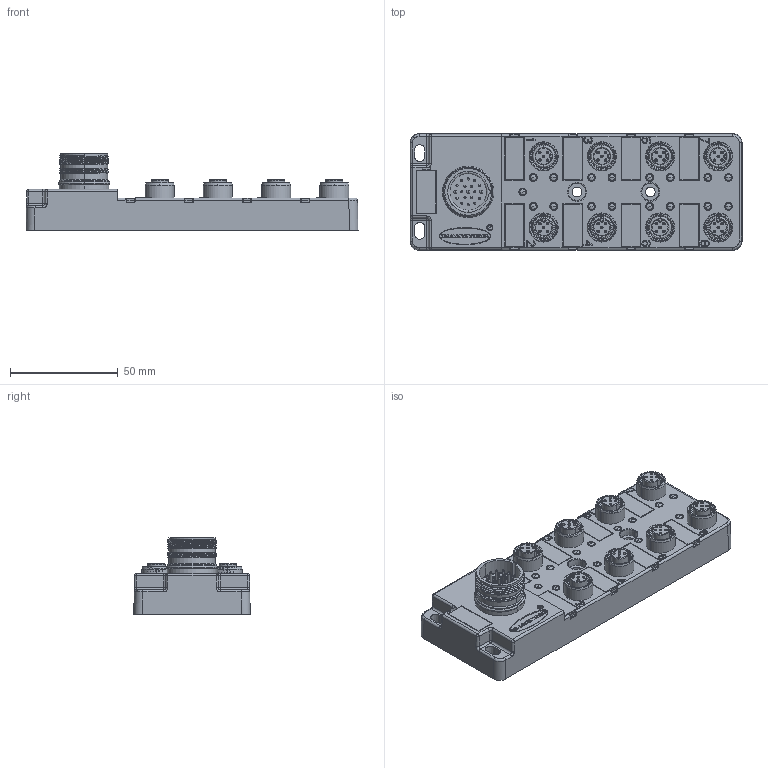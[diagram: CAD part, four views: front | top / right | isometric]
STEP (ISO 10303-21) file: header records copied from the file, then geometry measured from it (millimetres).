
FILE_DESCRIPTION((''),'2;1');
FILE_NAME('242900_SM01_ASM','2024-07-08T09:23:41',('banengservice'),('BANNER ENGINEERING'),'CREO PARAMETRIC BY PTC INC, 2022414','CREO PARAMETRIC BY PTC INC, 2022414','');
FILE_SCHEMA(('CONFIG_CONTROL_DESIGN'));
Products named in the file (2): 242900_EP01; 242900_SM01_ASM
Assembly tree (1 placements, depth 2):
  242900_SM01_ASM
    242900_EP01
Bounding box: 154 x 54 x 35.6 mm (x, y, z)
Surface area: 36795.3 mm2 (no closed solid volume)
Topology: 0 solids, 56 shells, 1503 faces, 6043 edges, 4289 vertices
Faces by surface type: cylinder 569, plane 274, cone 192, torus 186, bspline 154, sphere 126, extrusion 2
Entity records: 98691 total; most frequent: CARTESIAN_POINT 51189, DIRECTION 9638, ORIENTED_EDGE 9188, EDGE_CURVE 5848, VERTEX_POINT 4289, AXIS2_PLACEMENT_3D 3290, VECTOR 3058, LINE 3056
